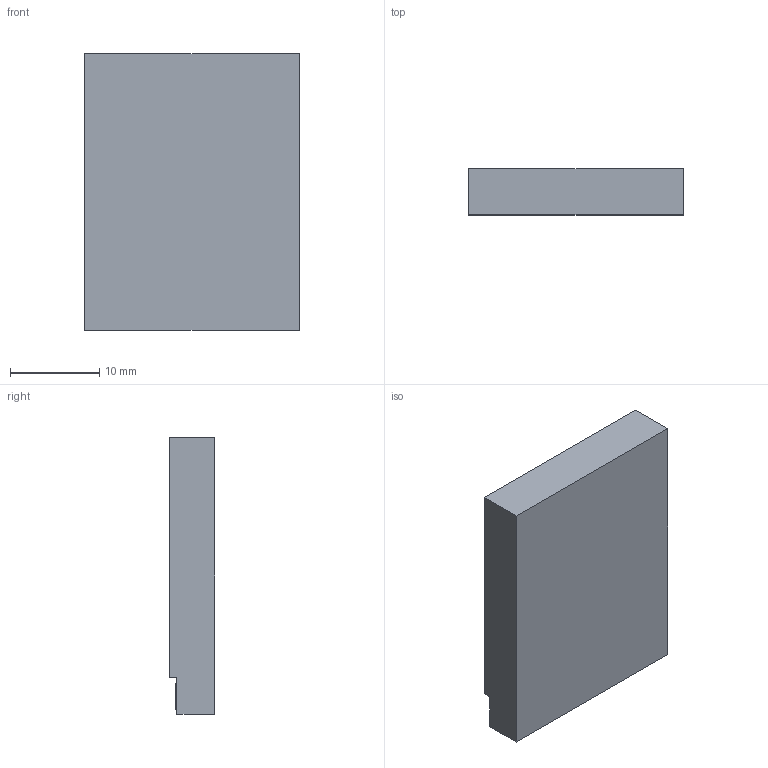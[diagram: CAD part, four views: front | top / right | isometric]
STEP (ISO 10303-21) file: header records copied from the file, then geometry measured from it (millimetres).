
FILE_DESCRIPTION (( 'STEP AP214' ), '1' );
FILE_NAME ('Akkumulyator SmartWath.STEP', '2018-12-03T09:28:54', ( 'Pol_zovatel_ Windows' ), ( '' ), 'SwSTEP 2.0', 'SolidWorks 2018', '' );
FILE_SCHEMA (( 'AUTOMOTIVE_DESIGN' ));
Length unit declared in the file: millimetre
Products named in the file (1): Àêêóìóëÿòîð SmartWath
Bounding box: 24 x 5.1 x 31 mm (x, y, z)
Volume: 3712.3 mm3; surface area: 2044.8 mm2
Topology: 1 solids, 1 shells, 23 faces, 54 edges, 36 vertices
Faces by surface type: plane 23
Entity records: 880 total; most frequent: CARTESIAN_POINT 114, ORIENTED_EDGE 108, DIRECTION 102, LINE 54, EDGE_CURVE 54, VECTOR 54, VERTEX_POINT 36, EDGE_LOOP 26
